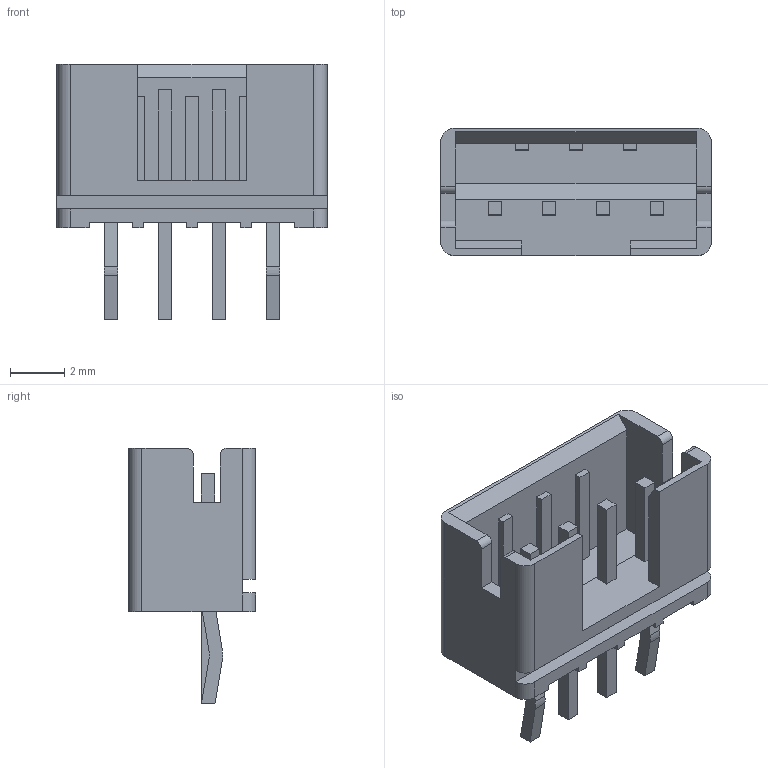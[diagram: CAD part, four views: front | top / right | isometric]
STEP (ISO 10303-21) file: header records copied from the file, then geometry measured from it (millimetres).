
FILE_DESCRIPTION(('STEP AP242'),'1');
FILE_NAME('440054-4.stp','2022-07-26T11:50:03',('TraceParts'),('TraceParts S.A.'),'Spatial InterOp 3D',' ',' ');
FILE_SCHEMA(('AP242_MANAGED_MODEL_BASED_3D_ENGINEERING_MIM_LF {1 0 10303 442 1 1 4}'));
Length unit declared in the file: millimetre
Products named in the file (1): 440054-4
Bounding box: 10 x 4.7 x 9.45 mm (x, y, z)
Volume: 121.4 mm3; surface area: 424.1 mm2
Topology: 1 solids, 1 shells, 117 faces, 317 edges, 210 vertices
Faces by surface type: plane 103, cylinder 14
Entity records: 3642 total; most frequent: CARTESIAN_POINT 645, ORIENTED_EDGE 634, DIRECTION 581, EDGE_CURVE 317, LINE 289, VECTOR 289, VERTEX_POINT 210, AXIS2_PLACEMENT_3D 146
